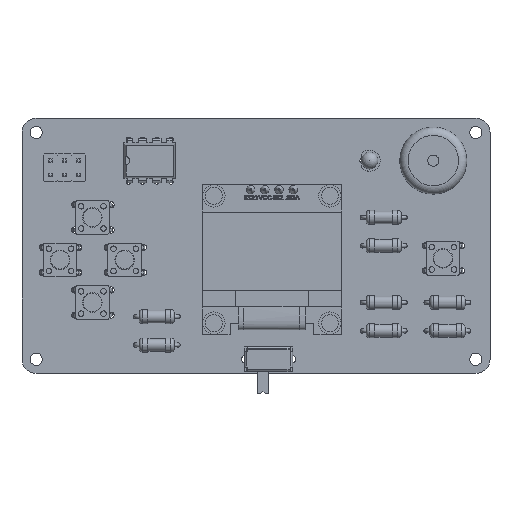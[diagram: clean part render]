
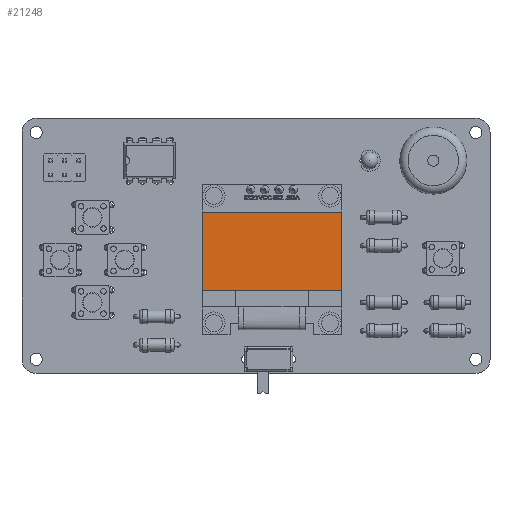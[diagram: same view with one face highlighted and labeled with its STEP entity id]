
A CAD part, top view. The second image highlights one B-rep face of the part: STEP entity #21248.
In plain terms, the highlighted planar face has unit normal (0, 0, 1).
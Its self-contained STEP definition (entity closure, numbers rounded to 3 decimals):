
#9939 = VERTEX_POINT('',#9940);
#9940 = CARTESIAN_POINT('',(0.,5.,1.4));
#9946 = EDGE_CURVE('',#9947,#9939,#9949,.T.);
#9947 = VERTEX_POINT('',#9948);
#9948 = CARTESIAN_POINT('',(0.,19.,1.4));
#9949 = LINE('',#9950,#9951);
#9950 = CARTESIAN_POINT('',(0.,5.,1.4));
#9951 = VECTOR('',#9952,1.);
#9952 = DIRECTION('',(0.,-1.,0.));
#21206 = EDGE_CURVE('',#21207,#9947,#21209,.T.);
#21207 = VERTEX_POINT('',#21208);
#21208 = CARTESIAN_POINT('',(25.,19.,1.4));
#21209 = LINE('',#21210,#21211);
#21210 = CARTESIAN_POINT('',(0.,19.,1.4));
#21211 = VECTOR('',#21212,1.);
#21212 = DIRECTION('',(-1.,0.,0.));
#21229 = VERTEX_POINT('',#21230);
#21230 = CARTESIAN_POINT('',(25.,5.,1.4));
#21236 = EDGE_CURVE('',#9939,#21229,#21237,.T.);
#21237 = LINE('',#21238,#21239);
#21238 = CARTESIAN_POINT('',(25.,5.,1.4));
#21239 = VECTOR('',#21240,1.);
#21240 = DIRECTION('',(1.,0.,0.));
#21248 = ADVANCED_FACE('',(#21249),#21260,.T.);
#21249 = FACE_BOUND('',#21250,.T.);
#21250 = EDGE_LOOP('',(#21251,#21252,#21253,#21259));
#21251 = ORIENTED_EDGE('',*,*,#9946,.T.);
#21252 = ORIENTED_EDGE('',*,*,#21236,.T.);
#21253 = ORIENTED_EDGE('',*,*,#21254,.T.);
#21254 = EDGE_CURVE('',#21229,#21207,#21255,.T.);
#21255 = LINE('',#21256,#21257);
#21256 = CARTESIAN_POINT('',(25.,22.,1.4));
#21257 = VECTOR('',#21258,1.);
#21258 = DIRECTION('',(0.,1.,0.));
#21259 = ORIENTED_EDGE('',*,*,#21206,.T.);
#21260 = PLANE('',#21261);
#21261 = AXIS2_PLACEMENT_3D('',#21262,#21263,#21264);
#21262 = CARTESIAN_POINT('',(12.5,12.,1.4));
#21263 = DIRECTION('',(0.,0.,1.));
#21264 = DIRECTION('',(1.,0.,-0.));
